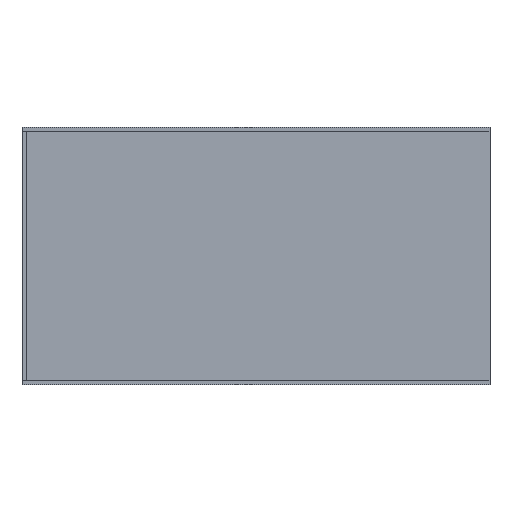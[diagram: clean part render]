
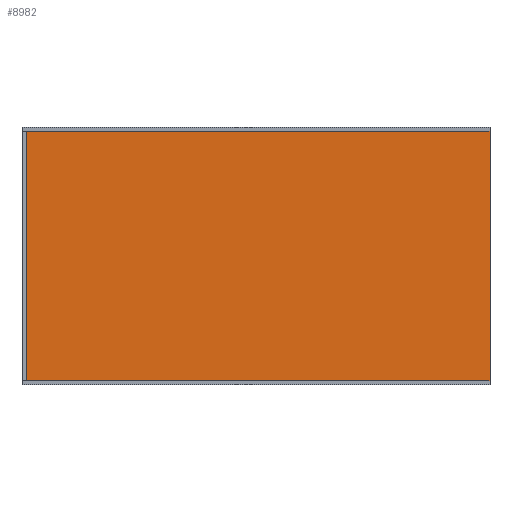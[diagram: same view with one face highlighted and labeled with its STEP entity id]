
A CAD part, front view. The second image highlights one B-rep face of the part: STEP entity #8982.
In plain terms, the highlighted planar face has unit normal (0, -1, 0).
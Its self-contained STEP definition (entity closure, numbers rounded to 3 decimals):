
#1216=FACE_OUTER_BOUND('',#1810,.T.);
#1810=EDGE_LOOP('',(#7921,#7922,#7923,#7924));
#2619=LINE('',#15439,#3466);
#2625=LINE('',#15450,#3472);
#2627=LINE('',#15454,#3474);
#2628=LINE('',#15456,#3475);
#3466=VECTOR('',#12166,10.);
#3472=VECTOR('',#12176,10.);
#3474=VECTOR('',#12180,10.);
#3475=VECTOR('',#12183,10.);
#4315=VERTEX_POINT('',#15436);
#4316=VERTEX_POINT('',#15438);
#4319=VERTEX_POINT('',#15448);
#4320=VERTEX_POINT('',#15452);
#5528=EDGE_CURVE('',#4316,#4315,#2619,.T.);
#5534=EDGE_CURVE('',#4315,#4319,#2625,.T.);
#5536=EDGE_CURVE('',#4319,#4320,#2627,.T.);
#5537=EDGE_CURVE('',#4316,#4320,#2628,.T.);
#7921=ORIENTED_EDGE('',*,*,#5537,.F.);
#7922=ORIENTED_EDGE('',*,*,#5528,.T.);
#7923=ORIENTED_EDGE('',*,*,#5534,.T.);
#7924=ORIENTED_EDGE('',*,*,#5536,.T.);
#8504=PLANE('',#9833);
#8982=ADVANCED_FACE('',(#1216),#8504,.F.);
#9833=AXIS2_PLACEMENT_3D('',#15455,#12181,#12182);
#12166=DIRECTION('',(1.,0.,0.));
#12176=DIRECTION('',(0.,0.,1.));
#12180=DIRECTION('',(-1.,0.,0.));
#12181=DIRECTION('center_axis',(0.,1.,0.));
#12182=DIRECTION('ref_axis',(1.,0.,0.));
#12183=DIRECTION('',(0.,0.,1.));
#15436=CARTESIAN_POINT('',(112.5,0.,-59.9));
#15438=CARTESIAN_POINT('',(-110.4,0.,-59.9));
#15439=CARTESIAN_POINT('',(0.,0.,-59.9));
#15448=CARTESIAN_POINT('',(112.5,0.,59.9));
#15450=CARTESIAN_POINT('',(112.5,0.,-62.));
#15452=CARTESIAN_POINT('',(-110.4,0.,59.9));
#15454=CARTESIAN_POINT('',(0.,0.,59.9));
#15455=CARTESIAN_POINT('Origin',(0.,0.,0.));
#15456=CARTESIAN_POINT('',(-110.4,0.,0.));
